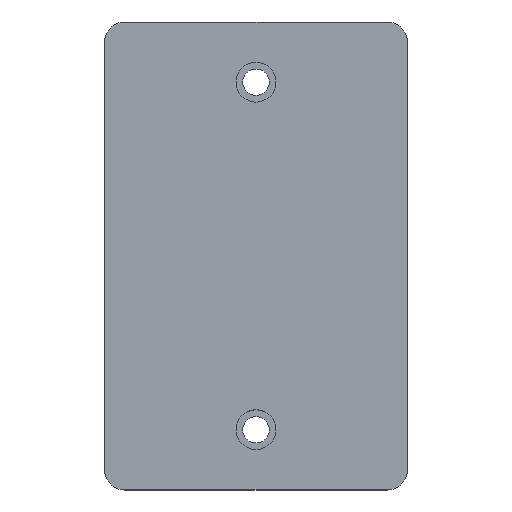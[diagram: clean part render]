
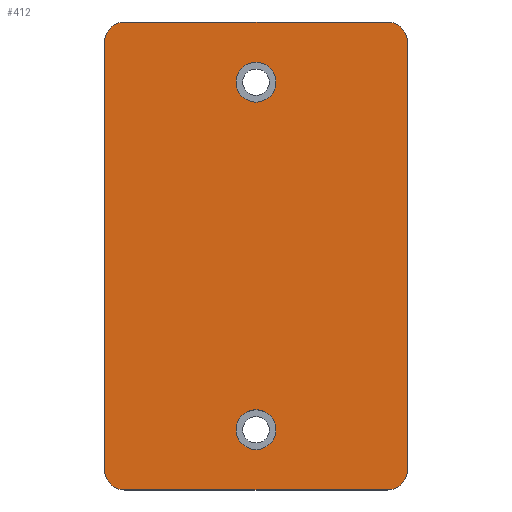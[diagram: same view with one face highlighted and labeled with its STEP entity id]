
A CAD part, top view. The second image highlights one B-rep face of the part: STEP entity #412.
In plain terms, the highlighted planar face has unit normal (0, 0, 1).
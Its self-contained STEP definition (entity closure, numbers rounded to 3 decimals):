
#7 = ORIENTED_EDGE ( 'NONE', *, *, #568, .T. ) ;
#13 = EDGE_CURVE ( 'NONE', #129, #667, #327, .T. ) ;
#16 = LINE ( 'NONE', #212, #583 ) ;
#20 = ORIENTED_EDGE ( 'NONE', *, *, #484, .T. ) ;
#28 = CARTESIAN_POINT ( 'NONE',  ( -37.25, 52.5, 7.4 ) ) ;
#34 = CARTESIAN_POINT ( 'NONE',  ( -32.25, -57.5, 7.4 ) ) ;
#37 = DIRECTION ( 'NONE',  ( 0., 0., 1. ) ) ;
#39 = EDGE_CURVE ( 'NONE', #667, #129, #479, .T. ) ;
#41 = LINE ( 'NONE', #371, #564 ) ;
#45 = DIRECTION ( 'NONE',  ( 1., 0., 0. ) ) ;
#50 = ORIENTED_EDGE ( 'NONE', *, *, #13, .F. ) ;
#61 = CARTESIAN_POINT ( 'NONE',  ( -4.9, 42.7, 7.4 ) ) ;
#63 = EDGE_LOOP ( 'NONE', ( #486, #585, #406, #453, #20, #121, #154, #7 ) ) ;
#70 = AXIS2_PLACEMENT_3D ( 'NONE', #94, #148, #298 ) ;
#92 = CARTESIAN_POINT ( 'NONE',  ( -37.25, -52.5, 7.4 ) ) ;
#93 = EDGE_CURVE ( 'NONE', #177, #273, #377, .T. ) ;
#94 = CARTESIAN_POINT ( 'NONE',  ( -32.25, -52.5, 7.4 ) ) ;
#95 = CARTESIAN_POINT ( 'NONE',  ( -4.9, -42.7, 7.4 ) ) ;
#97 = CARTESIAN_POINT ( 'NONE',  ( -32.25, -52.5, 7.4 ) ) ;
#101 = EDGE_LOOP ( 'NONE', ( #50, #172 ) ) ;
#107 = LINE ( 'NONE', #425, #593 ) ;
#114 = EDGE_CURVE ( 'NONE', #155, #302, #41, .T. ) ;
#121 = ORIENTED_EDGE ( 'NONE', *, *, #114, .T. ) ;
#124 = CIRCLE ( 'NONE', #519, 4.9 ) ;
#129 = VERTEX_POINT ( 'NONE', #403 ) ;
#145 = FACE_BOUND ( 'NONE', #555, .T. ) ;
#148 = DIRECTION ( 'NONE',  ( 0., 0., -1. ) ) ;
#154 = ORIENTED_EDGE ( 'NONE', *, *, #495, .T. ) ;
#155 = VERTEX_POINT ( 'NONE', #410 ) ;
#165 = AXIS2_PLACEMENT_3D ( 'NONE', #97, #261, #300 ) ;
#172 = ORIENTED_EDGE ( 'NONE', *, *, #39, .F. ) ;
#173 = CARTESIAN_POINT ( 'NONE',  ( -32.25, -57.5, 7.4 ) ) ;
#177 = VERTEX_POINT ( 'NONE', #92 ) ;
#179 = EDGE_CURVE ( 'NONE', #282, #344, #420, .T. ) ;
#185 = EDGE_CURVE ( 'NONE', #344, #282, #124, .T. ) ;
#194 = CARTESIAN_POINT ( 'NONE',  ( 0., -42.7, 7.4 ) ) ;
#199 = DIRECTION ( 'NONE',  ( 0., 0., 1. ) ) ;
#202 = EDGE_CURVE ( 'NONE', #340, #655, #391, .T. ) ;
#212 = CARTESIAN_POINT ( 'NONE',  ( -37.25, 52.5, 7.4 ) ) ;
#240 = CARTESIAN_POINT ( 'NONE',  ( 37.25, 52.5, 7.4 ) ) ;
#247 = FACE_OUTER_BOUND ( 'NONE', #63, .T. ) ;
#256 = CARTESIAN_POINT ( 'NONE',  ( 0., 42.7, 7.4 ) ) ;
#261 = DIRECTION ( 'NONE',  ( 0., 0., 1. ) ) ;
#273 = VERTEX_POINT ( 'NONE', #173 ) ;
#282 = VERTEX_POINT ( 'NONE', #556 ) ;
#285 = DIRECTION ( 'NONE',  ( 1., 0., 0. ) ) ;
#297 = AXIS2_PLACEMENT_3D ( 'NONE', #562, #390, #551 ) ;
#298 = DIRECTION ( 'NONE',  ( -1., 0., 0. ) ) ;
#300 = DIRECTION ( 'NONE',  ( -1., 0., 0. ) ) ;
#302 = VERTEX_POINT ( 'NONE', #367 ) ;
#304 = VECTOR ( 'NONE', #411, 1000. ) ;
#316 = AXIS2_PLACEMENT_3D ( 'NONE', #256, #473, #363 ) ;
#317 = AXIS2_PLACEMENT_3D ( 'NONE', #438, #397, #552 ) ;
#327 = CIRCLE ( 'NONE', #606, 4.9 ) ;
#329 = AXIS2_PLACEMENT_3D ( 'NONE', #407, #37, #285 ) ;
#336 = CIRCLE ( 'NONE', #297, 5. ) ;
#340 = VERTEX_POINT ( 'NONE', #476 ) ;
#344 = VERTEX_POINT ( 'NONE', #95 ) ;
#353 = FACE_BOUND ( 'NONE', #101, .T. ) ;
#363 = DIRECTION ( 'NONE',  ( 1., 0., 0. ) ) ;
#367 = CARTESIAN_POINT ( 'NONE',  ( -32.25, 57.5, 7.4 ) ) ;
#371 = CARTESIAN_POINT ( 'NONE',  ( -32.25, 57.5, 7.4 ) ) ;
#374 = EDGE_CURVE ( 'NONE', #273, #340, #517, .T. ) ;
#377 = CIRCLE ( 'NONE', #165, 5. ) ;
#390 = DIRECTION ( 'NONE',  ( 0., 0., 1. ) ) ;
#391 = CIRCLE ( 'NONE', #317, 5. ) ;
#396 = CIRCLE ( 'NONE', #613, 5. ) ;
#397 = DIRECTION ( 'NONE',  ( 0., 0., 1. ) ) ;
#400 = CARTESIAN_POINT ( 'NONE',  ( 32.25, 52.5, 7.4 ) ) ;
#403 = CARTESIAN_POINT ( 'NONE',  ( 4.9, 42.7, 7.4 ) ) ;
#406 = ORIENTED_EDGE ( 'NONE', *, *, #202, .T. ) ;
#407 = CARTESIAN_POINT ( 'NONE',  ( 0., -42.7, 7.4 ) ) ;
#408 = VERTEX_POINT ( 'NONE', #28 ) ;
#410 = CARTESIAN_POINT ( 'NONE',  ( 32.25, 57.5, 7.4 ) ) ;
#411 = DIRECTION ( 'NONE',  ( 1., 0., 0. ) ) ;
#412 = ADVANCED_FACE ( 'NONE', ( #353, #145, #247 ), #573, .F. ) ;
#416 = VERTEX_POINT ( 'NONE', #240 ) ;
#420 = CIRCLE ( 'NONE', #329, 4.9 ) ;
#425 = CARTESIAN_POINT ( 'NONE',  ( 37.25, 52.5, 7.4 ) ) ;
#438 = CARTESIAN_POINT ( 'NONE',  ( 32.25, -52.5, 7.4 ) ) ;
#443 = DIRECTION ( 'NONE',  ( 1., 0., 0. ) ) ;
#453 = ORIENTED_EDGE ( 'NONE', *, *, #589, .T. ) ;
#460 = DIRECTION ( 'NONE',  ( 1., 0., 0. ) ) ;
#473 = DIRECTION ( 'NONE',  ( 0., 0., 1. ) ) ;
#476 = CARTESIAN_POINT ( 'NONE',  ( 32.25, -57.5, 7.4 ) ) ;
#479 = CIRCLE ( 'NONE', #316, 4.9 ) ;
#482 = CARTESIAN_POINT ( 'NONE',  ( 0., 42.7, 7.4 ) ) ;
#484 = EDGE_CURVE ( 'NONE', #416, #155, #396, .T. ) ;
#486 = ORIENTED_EDGE ( 'NONE', *, *, #93, .T. ) ;
#487 = DIRECTION ( 'NONE',  ( 0., 1., 0. ) ) ;
#494 = ORIENTED_EDGE ( 'NONE', *, *, #179, .F. ) ;
#495 = EDGE_CURVE ( 'NONE', #302, #408, #336, .T. ) ;
#510 = DIRECTION ( 'NONE',  ( 0., 0., 1. ) ) ;
#517 = LINE ( 'NONE', #34, #304 ) ;
#519 = AXIS2_PLACEMENT_3D ( 'NONE', #194, #510, #460 ) ;
#539 = CARTESIAN_POINT ( 'NONE',  ( 37.25, -52.5, 7.4 ) ) ;
#542 = DIRECTION ( 'NONE',  ( 0., -1., 0. ) ) ;
#551 = DIRECTION ( 'NONE',  ( 1., 0., 0. ) ) ;
#552 = DIRECTION ( 'NONE',  ( 1., 0., 0. ) ) ;
#555 = EDGE_LOOP ( 'NONE', ( #494, #561 ) ) ;
#556 = CARTESIAN_POINT ( 'NONE',  ( 4.9, -42.7, 7.4 ) ) ;
#561 = ORIENTED_EDGE ( 'NONE', *, *, #185, .F. ) ;
#562 = CARTESIAN_POINT ( 'NONE',  ( -32.25, 52.5, 7.4 ) ) ;
#564 = VECTOR ( 'NONE', #590, 1000. ) ;
#568 = EDGE_CURVE ( 'NONE', #408, #177, #16, .T. ) ;
#573 = PLANE ( 'NONE',  #70 ) ;
#583 = VECTOR ( 'NONE', #542, 1000. ) ;
#585 = ORIENTED_EDGE ( 'NONE', *, *, #374, .T. ) ;
#589 = EDGE_CURVE ( 'NONE', #655, #416, #107, .T. ) ;
#590 = DIRECTION ( 'NONE',  ( -1., 0., 0. ) ) ;
#593 = VECTOR ( 'NONE', #487, 1000. ) ;
#606 = AXIS2_PLACEMENT_3D ( 'NONE', #482, #199, #45 ) ;
#613 = AXIS2_PLACEMENT_3D ( 'NONE', #400, #618, #443 ) ;
#618 = DIRECTION ( 'NONE',  ( 0., 0., 1. ) ) ;
#655 = VERTEX_POINT ( 'NONE', #539 ) ;
#667 = VERTEX_POINT ( 'NONE', #61 ) ;
